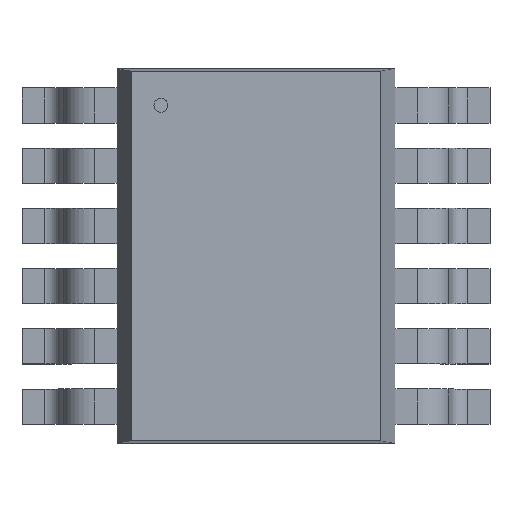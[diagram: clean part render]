
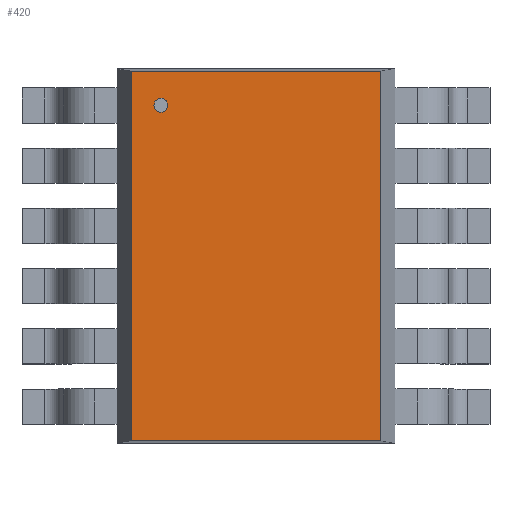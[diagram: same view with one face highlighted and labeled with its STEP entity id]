
A CAD part, top view. The second image highlights one B-rep face of the part: STEP entity #420.
In plain terms, the highlighted planar face has unit normal (0, 0, 1).
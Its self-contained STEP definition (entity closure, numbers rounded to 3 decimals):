
#420=ADVANCED_FACE('',(#426),#421,.F.);
#421=PLANE('',#422);
#422=AXIS2_PLACEMENT_3D('',#423,#424,#425);
#423=CARTESIAN_POINT('Origin',(-1.348,-1.994,1.1));
#424=DIRECTION('center_axis',(0.0,0.0,-1.0));
#425=DIRECTION('ref_axis',(0.,1.,0.));
#426=FACE_OUTER_BOUND('',#427,.T.);
#427=EDGE_LOOP('',(#428,#438,#448,#458));
#428=ORIENTED_EDGE('',*,*,#429,.F.);
#429=EDGE_CURVE('',#430,#432,#434,.T.);
#430=VERTEX_POINT('',#431);
#431=CARTESIAN_POINT('',(1.348,-1.994,1.1));
#432=VERTEX_POINT('',#433);
#433=CARTESIAN_POINT('',(-1.348,-1.994,1.1));
#434=LINE('',#435,#436);
#435=CARTESIAN_POINT('',(1.348,-1.994,1.1));
#436=VECTOR('',#437,2.695);
#437=DIRECTION('',(-1.0,0.0,0.0));
#438=ORIENTED_EDGE('',*,*,#439,.F.);
#439=EDGE_CURVE('',#440,#442,#444,.T.);
#440=VERTEX_POINT('',#441);
#441=CARTESIAN_POINT('',(1.348,1.994,1.1));
#442=VERTEX_POINT('',#431);
#444=LINE('',#445,#446);
#445=CARTESIAN_POINT('',(1.348,1.994,1.1));
#446=VECTOR('',#447,3.988);
#447=DIRECTION('',(0.0,-1.0,0.0));
#448=ORIENTED_EDGE('',*,*,#449,.F.);
#449=EDGE_CURVE('',#450,#452,#454,.T.);
#450=VERTEX_POINT('',#451);
#451=CARTESIAN_POINT('',(-1.348,1.994,1.1));
#452=VERTEX_POINT('',#441);
#454=LINE('',#455,#456);
#455=CARTESIAN_POINT('',(-1.348,1.994,1.1));
#456=VECTOR('',#457,2.695);
#457=DIRECTION('',(1.0,0.0,0.0));
#458=ORIENTED_EDGE('',*,*,#459,.F.);
#459=EDGE_CURVE('',#460,#462,#464,.T.);
#460=VERTEX_POINT('',#433);
#462=VERTEX_POINT('',#451);
#464=LINE('',#465,#466);
#465=CARTESIAN_POINT('',(-1.348,-1.994,1.1));
#466=VECTOR('',#467,3.988);
#467=DIRECTION('',(0.0,1.0,0.0));
